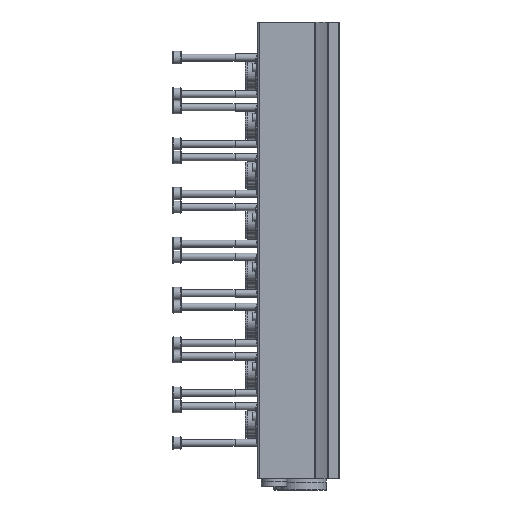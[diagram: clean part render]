
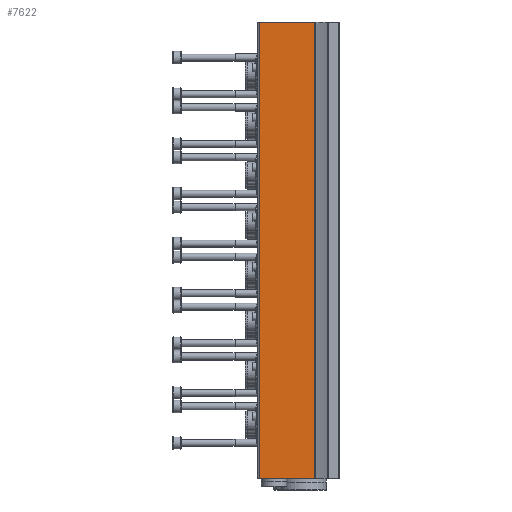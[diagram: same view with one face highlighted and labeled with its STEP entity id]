
A CAD part, left-side view. The second image highlights one B-rep face of the part: STEP entity #7622.
In plain terms, the highlighted planar face has unit normal (-1, 0, 0).
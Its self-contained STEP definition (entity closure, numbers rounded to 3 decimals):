
#325=PLANE('',#8204);
#1148=ORIENTED_EDGE('',*,*,#3122,.F.);
#1149=ORIENTED_EDGE('',*,*,#3121,.F.);
#1150=ORIENTED_EDGE('',*,*,#3123,.T.);
#1151=ORIENTED_EDGE('',*,*,#3124,.T.);
#3121=EDGE_CURVE('',#4108,#4106,#4804,.T.);
#3122=EDGE_CURVE('',#4106,#4109,#4805,.T.);
#3123=EDGE_CURVE('',#4108,#4110,#4806,.T.);
#3124=EDGE_CURVE('',#4110,#4109,#4807,.T.);
#4106=VERTEX_POINT('',#12293);
#4108=VERTEX_POINT('',#12297);
#4109=VERTEX_POINT('',#12301);
#4110=VERTEX_POINT('',#12303);
#4804=LINE('',#12298,#5302);
#4805=LINE('',#12300,#5303);
#4806=LINE('',#12302,#5304);
#4807=LINE('',#12304,#5305);
#5302=VECTOR('',#9226,1000.);
#5303=VECTOR('',#9229,1000.);
#5304=VECTOR('',#9230,1000.);
#5305=VECTOR('',#9231,1000.);
#5814=EDGE_LOOP('',(#1148,#1149,#1150,#1151));
#6645=FACE_BOUND('',#5814,.T.);
#7622=ADVANCED_FACE('',(#6645),#325,.T.);
#8204=AXIS2_PLACEMENT_3D('',#12299,#9227,#9228);
#9226=DIRECTION('',(0.,0.,1.));
#9227=DIRECTION('',(-1.,0.,0.));
#9228=DIRECTION('',(0.,0.,1.));
#9229=DIRECTION('',(0.,-1.,0.));
#9230=DIRECTION('',(0.,-1.,0.));
#9231=DIRECTION('',(0.,0.,1.));
#12293=CARTESIAN_POINT('',(-63.,44.,0.));
#12297=CARTESIAN_POINT('',(-63.,44.,-252.));
#12298=CARTESIAN_POINT('',(-63.,44.,-252.));
#12299=CARTESIAN_POINT('',(-63.,44.,-252.));
#12300=CARTESIAN_POINT('',(-63.,44.,0.));
#12301=CARTESIAN_POINT('',(-63.,13.354,0.));
#12302=CARTESIAN_POINT('',(-63.,44.,-252.));
#12303=CARTESIAN_POINT('',(-63.,13.354,-252.));
#12304=CARTESIAN_POINT('',(-63.,13.354,-252.));
